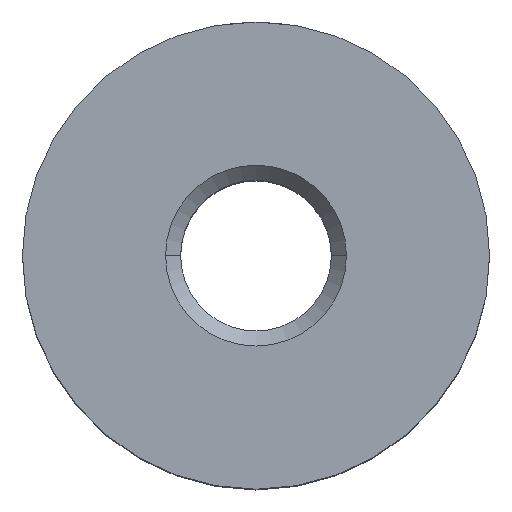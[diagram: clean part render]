
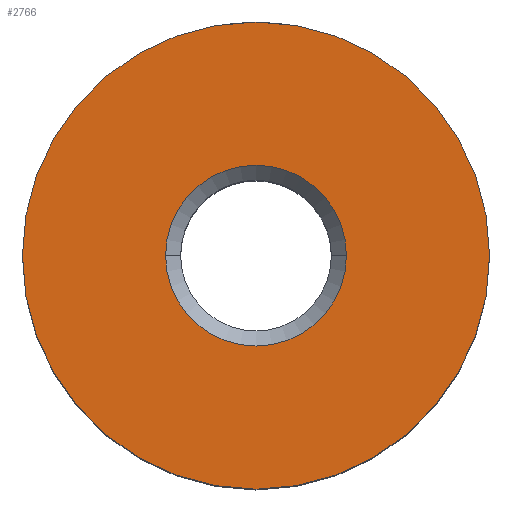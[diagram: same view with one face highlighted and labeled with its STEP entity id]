
A CAD part, top view. The second image highlights one B-rep face of the part: STEP entity #2766.
In plain terms, the highlighted planar face has unit normal (0, 0, 1).
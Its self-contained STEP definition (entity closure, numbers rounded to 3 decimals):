
#37 = EDGE_LOOP ( 'NONE', ( #432, #2541 ) ) ;
#157 = DIRECTION ( 'NONE',  ( 1., 0., 0. ) ) ;
#210 = AXIS2_PLACEMENT_3D ( 'NONE', #2376, #573, #342 ) ;
#249 = CIRCLE ( 'NONE', #2251, 7.75 ) ;
#273 = EDGE_CURVE ( 'NONE', #2865, #1694, #1476, .T. ) ;
#342 = DIRECTION ( 'NONE',  ( 1., 0., 0. ) ) ;
#389 = CARTESIAN_POINT ( 'NONE',  ( 0., 0., 15. ) ) ;
#432 = ORIENTED_EDGE ( 'NONE', *, *, #1292, .T. ) ;
#474 = AXIS2_PLACEMENT_3D ( 'NONE', #3078, #1289, #2816 ) ;
#550 = CIRCLE ( 'NONE', #2749, 7.75 ) ;
#566 = AXIS2_PLACEMENT_3D ( 'NONE', #1378, #3188, #157 ) ;
#573 = DIRECTION ( 'NONE',  ( 0., 0., 1. ) ) ;
#870 = VERTEX_POINT ( 'NONE', #1944 ) ;
#928 = FACE_BOUND ( 'NONE', #2277, .T. ) ;
#1289 = DIRECTION ( 'NONE',  ( 0., 0., -1. ) ) ;
#1292 = EDGE_CURVE ( 'NONE', #870, #2584, #550, .T. ) ;
#1378 = CARTESIAN_POINT ( 'NONE',  ( 0., 0., 15. ) ) ;
#1406 = CARTESIAN_POINT ( 'NONE',  ( 0., 0., 15. ) ) ;
#1416 = CARTESIAN_POINT ( 'NONE',  ( -7.75, 0., 15. ) ) ;
#1476 = CIRCLE ( 'NONE', #566, 3. ) ;
#1515 = ORIENTED_EDGE ( 'NONE', *, *, #273, .T. ) ;
#1652 = CIRCLE ( 'NONE', #474, 3. ) ;
#1668 = DIRECTION ( 'NONE',  ( 1., 0., 0. ) ) ;
#1694 = VERTEX_POINT ( 'NONE', #2613 ) ;
#1944 = CARTESIAN_POINT ( 'NONE',  ( 7.75, 0., 15. ) ) ;
#2022 = CARTESIAN_POINT ( 'NONE',  ( 3., 0., 15. ) ) ;
#2023 = EDGE_CURVE ( 'NONE', #2584, #870, #249, .T. ) ;
#2093 = PLANE ( 'NONE',  #210 ) ;
#2251 = AXIS2_PLACEMENT_3D ( 'NONE', #389, #3159, #2646 ) ;
#2277 = EDGE_LOOP ( 'NONE', ( #1515, #2385 ) ) ;
#2287 = FACE_OUTER_BOUND ( 'NONE', #37, .T. ) ;
#2376 = CARTESIAN_POINT ( 'NONE',  ( 0., 0., 15. ) ) ;
#2385 = ORIENTED_EDGE ( 'NONE', *, *, #3053, .T. ) ;
#2541 = ORIENTED_EDGE ( 'NONE', *, *, #2023, .T. ) ;
#2584 = VERTEX_POINT ( 'NONE', #1416 ) ;
#2613 = CARTESIAN_POINT ( 'NONE',  ( -3., 0., 15. ) ) ;
#2646 = DIRECTION ( 'NONE',  ( 1., 0., 0. ) ) ;
#2749 = AXIS2_PLACEMENT_3D ( 'NONE', #1406, #2947, #1668 ) ;
#2766 = ADVANCED_FACE ( 'NONE', ( #928, #2287 ), #2093, .T. ) ;
#2816 = DIRECTION ( 'NONE',  ( 1., 0., 0. ) ) ;
#2865 = VERTEX_POINT ( 'NONE', #2022 ) ;
#2947 = DIRECTION ( 'NONE',  ( 0., 0., 1. ) ) ;
#3053 = EDGE_CURVE ( 'NONE', #1694, #2865, #1652, .T. ) ;
#3078 = CARTESIAN_POINT ( 'NONE',  ( 0., 0., 15. ) ) ;
#3159 = DIRECTION ( 'NONE',  ( 0., 0., 1. ) ) ;
#3188 = DIRECTION ( 'NONE',  ( 0., 0., -1. ) ) ;
